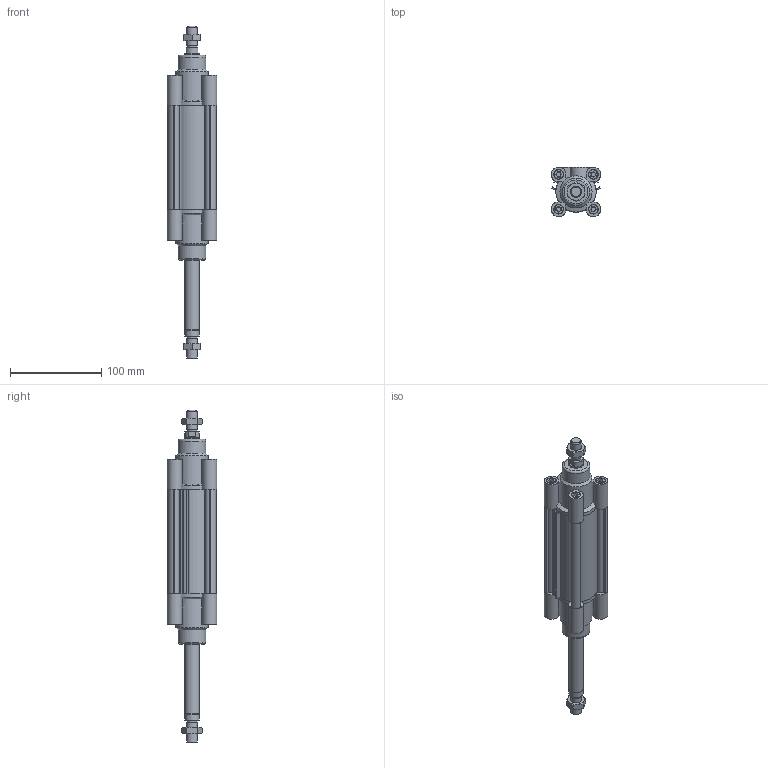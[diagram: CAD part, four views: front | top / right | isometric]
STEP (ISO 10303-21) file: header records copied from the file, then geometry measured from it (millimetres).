
FILE_DESCRIPTION((''),'2;1');
FILE_NAME('139#_40_0075_02.iam.stp','2012-01-28T09:38:10',(''),(''),'Autodesk Inventor 2012','Autodesk Inventor 2012','');
FILE_SCHEMA(('AUTOMOTIVE_DESIGN { 1 0 10303 214 1 1 1 1 }'));
Length unit declared in the file: millimetre
Products named in the file (5): 139#_40_0075_02; CPL040_004-75; CPL040-001-01; CPL_40SP_0075; 1320_40_18F
Assembly tree (6 placements, depth 2):
  139#_40_0075_02
    CPL040_004-75
    CPL040-001-01  x2
    CPL_40SP_0075
    1320_40_18F  x2
Bounding box: 54 x 54 x 363 mm (x, y, z)
Volume: 326181.3 mm3; surface area: 127613.3 mm2
Topology: 6 solids, 6 shells, 351 faces, 860 edges, 564 vertices
Faces by surface type: plane 211, cylinder 98, cone 40, torus 2
Full cylindrical faces by diameter (mm): 5 x8, 5.5 x4, 8 x2, 10 x8, 10.5 x10, 10.8 x2, 11.6 x2, 12 x2, 15.5 x2, 16 x4, 30 x2, 35 x2, 40 x4
Entity records: 7104 total; most frequent: CARTESIAN_POINT 1295, DIRECTION 1162, ORIENTED_EDGE 1084, EDGE_CURVE 542, AXIS2_PLACEMENT_3D 413, VERTEX_POINT 380, VECTOR 336, LINE 336
